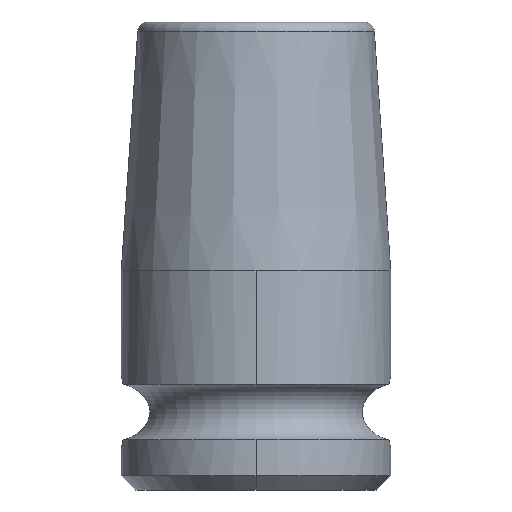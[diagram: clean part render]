
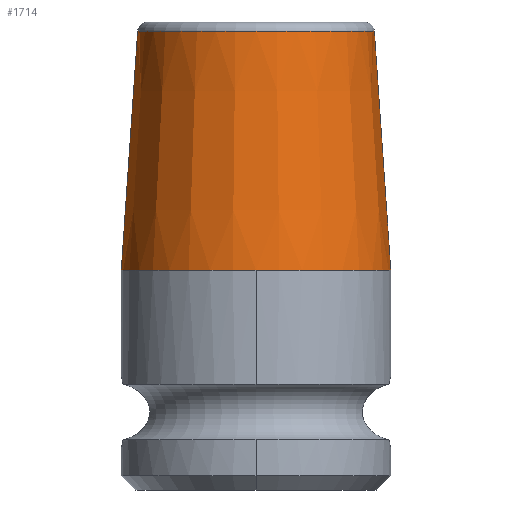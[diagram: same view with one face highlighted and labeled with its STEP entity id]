
A CAD part, left-side view. The second image highlights one B-rep face of the part: STEP entity #1714.
In plain terms, the highlighted conical face has half-angle 3.923 degrees and reference radius 8.922 mm.
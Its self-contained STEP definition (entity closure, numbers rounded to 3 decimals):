
#364=DIRECTION('',(0.,0.068,-0.998));
#365=VECTOR('',#364,16.887);
#366=CARTESIAN_POINT('',(0.,8.345,
32.348));
#367=LINE('',#366,#365);
#368=DIRECTION('',(0.,-0.068,-0.998));
#369=VECTOR('',#368,16.887);
#370=CARTESIAN_POINT('',(0.,-8.345,
32.348));
#371=LINE('',#370,#369);
#372=CARTESIAN_POINT('',(0.,0.,32.348));
#373=DIRECTION('',(0.,0.,1.));
#374=DIRECTION('',(0.,1.,0.));
#375=AXIS2_PLACEMENT_3D('',#372,#373,#374);
#447=CARTESIAN_POINT('',(0.,0.,15.5));
#448=DIRECTION('',(0.,0.,1.));
#449=DIRECTION('',(-1.,0.,0.));
#450=AXIS2_PLACEMENT_3D('',#447,#448,#449);
#495=CARTESIAN_POINT('',(0.,0.,15.5));
#496=DIRECTION('',(0.,0.,1.));
#497=DIRECTION('',(0.,1.,0.));
#498=AXIS2_PLACEMENT_3D('',#495,#496,#497);
#1191=CARTESIAN_POINT('',(0.,9.5,15.5));
#1192=CARTESIAN_POINT('',(-9.5,0.,15.5));
#1193=VERTEX_POINT('',#1191);
#1194=VERTEX_POINT('',#1192);
#1195=CARTESIAN_POINT('',(0.,-9.5,15.5));
#1196=VERTEX_POINT('',#1195);
#1203=CARTESIAN_POINT('',(0.,8.345,32.348));
#1204=CARTESIAN_POINT('',(0.,-8.345,32.348));
#1205=VERTEX_POINT('',#1203);
#1206=VERTEX_POINT('',#1204);
#1700=CARTESIAN_POINT('',(0.,0.,23.924));
#1701=DIRECTION('',(0.,0.,-1.));
#1702=DIRECTION('',(0.,-1.,0.));
#1703=AXIS2_PLACEMENT_3D('',#1700,#1701,#1702);
#1704=CONICAL_SURFACE('',#1703,8.922,3.923);
#1705=ORIENTED_EDGE('',*,*,#1663,.T.);
#1706=ORIENTED_EDGE('',*,*,#1695,.T.);
#1708=ORIENTED_EDGE('',*,*,#1707,.F.);
#1710=ORIENTED_EDGE('',*,*,#1709,.F.);
#1711=ORIENTED_EDGE('',*,*,#1689,.F.);
#1712=EDGE_LOOP('',(#1705,#1706,#1708,#1710,#1711));
#1713=FACE_OUTER_BOUND('',#1712,.F.);
#1714=ADVANCED_FACE('',(#1713),#1704,.T.);
#376=CIRCLE('',#375,8.345);
#451=CIRCLE('',#450,9.5);
#499=CIRCLE('',#498,9.5);
#1663=EDGE_CURVE('',#1205,#1206,#376,.T.);
#1689=EDGE_CURVE('',#1205,#1193,#367,.T.);
#1695=EDGE_CURVE('',#1206,#1196,#371,.T.);
#1707=EDGE_CURVE('',#1194,#1196,#451,.T.);
#1709=EDGE_CURVE('',#1193,#1194,#499,.T.);
